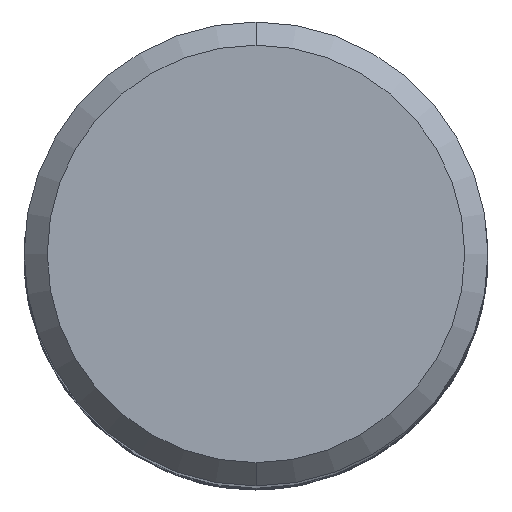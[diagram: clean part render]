
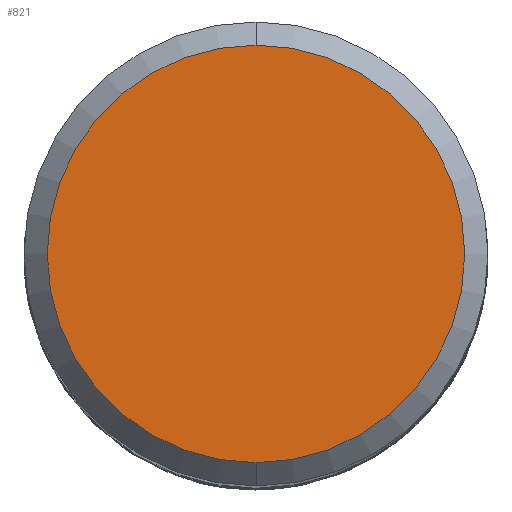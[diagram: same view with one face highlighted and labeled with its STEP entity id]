
A CAD part, top view. The second image highlights one B-rep face of the part: STEP entity #821.
In plain terms, the highlighted planar face has unit normal (0, 0, 1).
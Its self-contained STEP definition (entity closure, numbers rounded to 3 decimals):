
#821=ADVANCED_FACE('',(#2197),#2198,.T.);
#1155=VERTEX_POINT('',#2569);
#1593=VERTEX_POINT('',#3041);
#2007=EDGE_CURVE('',#1593,#1155,#3494,.T.);
#2017=EDGE_CURVE('',#1155,#1593,#3505,.T.);
#2197=FACE_OUTER_BOUND('',#4967,.T.);
#2198=PLANE('',#4968);
#2569=CARTESIAN_POINT('',(0.0,9.0,0.0));
#3041=CARTESIAN_POINT('',(0.,-9.0,0.0));
#3494=CIRCLE('',#20486,9.0);
#3505=CIRCLE('',#20514,9.0);
#4967=EDGE_LOOP('',(#21507,#21508));
#4968=AXIS2_PLACEMENT_3D('',#21509,#21510,#21511);
#20486=AXIS2_PLACEMENT_3D('',#22816,#22817,#22818);
#20514=AXIS2_PLACEMENT_3D('',#22827,#22828,#22829);
#21507=ORIENTED_EDGE('',*,*,#2017,.F.);
#21508=ORIENTED_EDGE('',*,*,#2007,.F.);
#21509=CARTESIAN_POINT('',(0.0,4.5,0.0));
#21510=DIRECTION('',(-0.0,0.0,1.0));
#21511=DIRECTION('',(0.0,-1.0,0.0));
#22816=CARTESIAN_POINT('',(0.0,0.0,0.0));
#22817=DIRECTION('',(0.0,0.0,-1.0));
#22818=DIRECTION('',(0.0,1.0,0.0));
#22827=CARTESIAN_POINT('',(0.0,0.0,0.0));
#22828=DIRECTION('',(0.0,0.0,-1.0));
#22829=DIRECTION('',(0.0,1.0,0.0));
